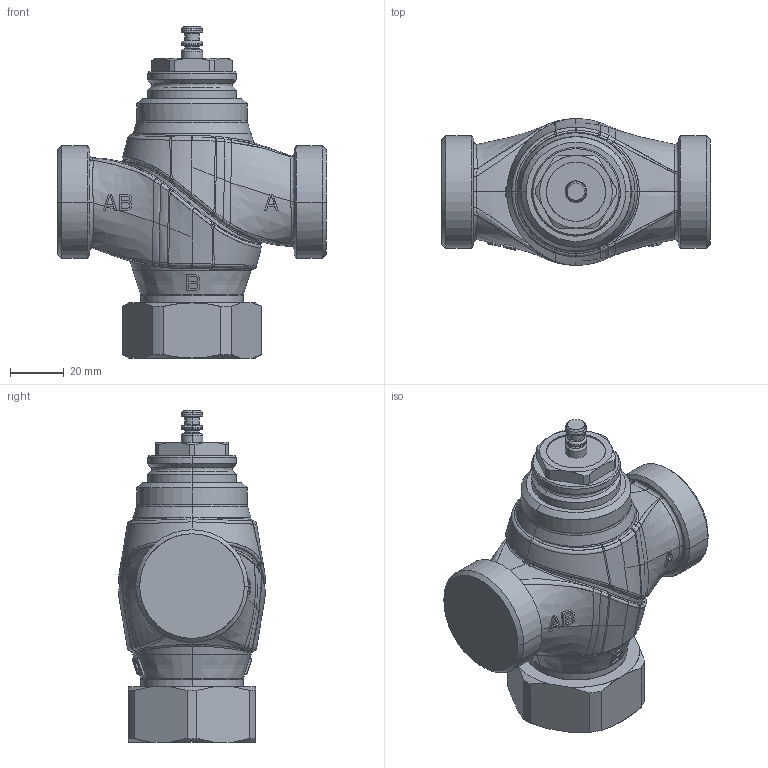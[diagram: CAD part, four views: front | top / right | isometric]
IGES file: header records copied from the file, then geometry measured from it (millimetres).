
Start section: START RECORD GO HERE.
Global section: file name: IGES_636500_-_TST.igs; native system: DASSAULT SYSTEMES CATIA Version 5-6 Release 2019 - www.3ds.com; preprocessor: V5-6R2019_5.29.3.0.06-20-2019.20.00; author: advantage; organization: CALEFFI; date: 20210608.083817; units: millimetre
Bounding box: 100 x 54.52 x 123.5 mm (x, y, z)
Surface area: 28894.4 mm2 (no closed solid volume)
Topology: 0 solids, 0 shells, 620 faces, 3112 edges, 3112 vertices
Faces by surface type: bspline 278, extrusion 182, revolution 127, plane 33
